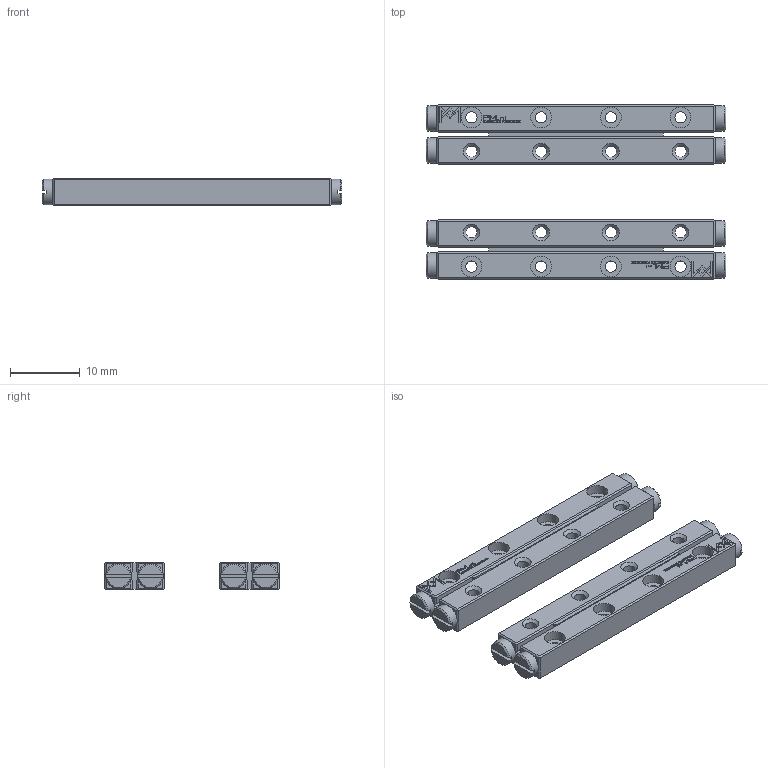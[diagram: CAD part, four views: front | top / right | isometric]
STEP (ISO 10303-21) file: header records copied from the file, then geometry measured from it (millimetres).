
FILE_DESCRIPTION(/* description */ (''),/* implementation_level */ '2;1');
FILE_NAME(/* name */ 'Set RSD-1540x8KZR_stp.stp',/* time_stamp */ '2025-02-17T08:40:18+01:00',/* author */ (''),/* organization */ (''),/* preprocessor_version */ 'ST-DEVELOPER v16.7',/* originating_system */ 'SIEMENS PLM Software NX 12.0',/* authorisation */ '');
FILE_SCHEMA (('AUTOMOTIVE_DESIGN { 1 0 10303 214 3 1 1 1 }'));
Products named in the file (1): Set RSD-1540x8KZR_stp
Bounding box: 43 x 25 x 4 mm (x, y, z)
Volume: 2377.8 mm3; surface area: 4292.5 mm2
Topology: 30 solids, 30 shells, 1684 faces, 4456 edges, 2956 vertices
Faces by surface type: plane 1156, bspline 360, cone 88, cylinder 80
Full cylindrical faces by diameter (mm): 1.5 x24, 1.6 x16, 1.8 x8, 2 x8, 3 x16, 3.7 x8
Entity records: 60880 total; most frequent: CARTESIAN_POINT 13913, ORIENTED_EDGE 8504, DIRECTION 6406, EDGE_CURVE 4252, LINE 3244, VECTOR 3244, VERTEX_POINT 2912, EDGE_LOOP 2024
